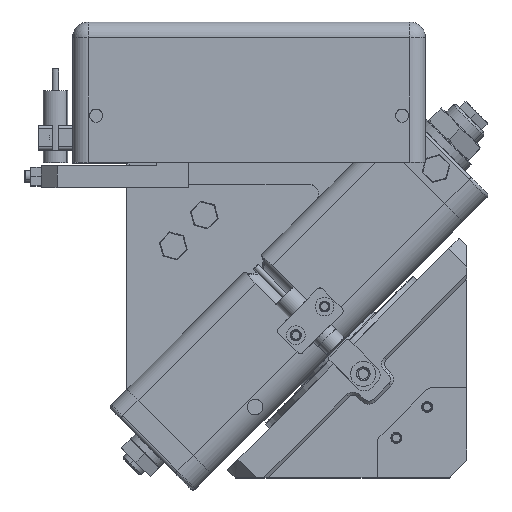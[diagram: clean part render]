
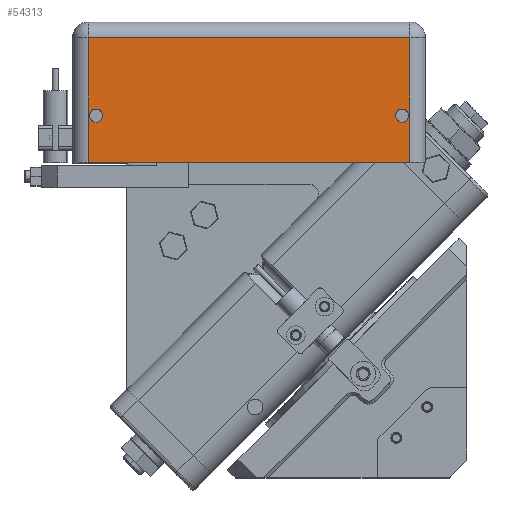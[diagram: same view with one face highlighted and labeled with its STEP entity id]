
A CAD part, top view. The second image highlights one B-rep face of the part: STEP entity #54313.
In plain terms, the highlighted planar face has unit normal (0, 0, 1).
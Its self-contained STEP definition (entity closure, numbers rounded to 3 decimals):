
#1247 = CARTESIAN_POINT ( 'NONE',  ( 90.61, 127., 117.5 ) ) ;
#1345 = EDGE_CURVE ( 'NONE', #4680, #55687, #24313, .T. ) ;
#1399 = ORIENTED_EDGE ( 'NONE', *, *, #38852, .F. ) ;
#1676 = EDGE_CURVE ( 'NONE', #33438, #36434, #27824, .T. ) ;
#2044 = ORIENTED_EDGE ( 'NONE', *, *, #33937, .T. ) ;
#2416 = CARTESIAN_POINT ( 'NONE',  ( -9.89, 102., 117.5 ) ) ;
#2835 = CARTESIAN_POINT ( 'NONE',  ( 88.11, 102., 117.5 ) ) ;
#3068 = CARTESIAN_POINT ( 'NONE',  ( -12.39, 87., 117.5 ) ) ;
#3235 = ORIENTED_EDGE ( 'NONE', *, *, #1345, .F. ) ;
#4680 = VERTEX_POINT ( 'NONE', #10087 ) ;
#8948 = LINE ( 'NONE', #47765, #57234 ) ;
#10087 = CARTESIAN_POINT ( 'NONE',  ( -11.99, 102., 117.5 ) ) ;
#10321 = VERTEX_POINT ( 'NONE', #45874 ) ;
#11115 = CARTESIAN_POINT ( 'NONE',  ( 90.21, 102., 117.5 ) ) ;
#12724 = EDGE_CURVE ( 'NONE', #54057, #41415, #43106, .T. ) ;
#13792 = DIRECTION ( 'NONE',  ( 1., 0., 0. ) ) ;
#14957 = FACE_BOUND ( 'NONE', #39886, .T. ) ;
#19195 = AXIS2_PLACEMENT_3D ( 'NONE', #2835, #21343, #35232 ) ;
#19198 = DIRECTION ( 'NONE',  ( 0., 0., 1. ) ) ;
#19790 = DIRECTION ( 'NONE',  ( 1., 0., 0. ) ) ;
#21343 = DIRECTION ( 'NONE',  ( 0., 0., 1. ) ) ;
#24313 = CIRCLE ( 'NONE', #55034, 2.1 ) ;
#25076 = VECTOR ( 'NONE', #52915, 1000. ) ;
#26801 = CARTESIAN_POINT ( 'NONE',  ( -12.39, 127., 117.5 ) ) ;
#27539 = EDGE_CURVE ( 'NONE', #55687, #4680, #37874, .T. ) ;
#27824 = CIRCLE ( 'NONE', #19195, 2.1 ) ;
#27944 = FACE_OUTER_BOUND ( 'NONE', #35991, .T. ) ;
#29056 = VERTEX_POINT ( 'NONE', #1247 ) ;
#29597 = CARTESIAN_POINT ( 'NONE',  ( 70.61, 126.5, 117.5 ) ) ;
#30795 = VECTOR ( 'NONE', #37402, 1000. ) ;
#31541 = LINE ( 'NONE', #35121, #25076 ) ;
#31602 = EDGE_LOOP ( 'NONE', ( #37052, #1399 ) ) ;
#32139 = AXIS2_PLACEMENT_3D ( 'NONE', #42200, #19198, #19790 ) ;
#33438 = VERTEX_POINT ( 'NONE', #11115 ) ;
#33937 = EDGE_CURVE ( 'NONE', #29056, #54057, #8948, .T. ) ;
#35039 = AXIS2_PLACEMENT_3D ( 'NONE', #29597, #47962, #48178 ) ;
#35121 = CARTESIAN_POINT ( 'NONE',  ( 60.22, 87., 117.5 ) ) ;
#35232 = DIRECTION ( 'NONE',  ( 1., 0., 0. ) ) ;
#35991 = EDGE_LOOP ( 'NONE', ( #53976, #2044, #59547, #51586 ) ) ;
#36425 = CARTESIAN_POINT ( 'NONE',  ( 90.61, 132., 117.5 ) ) ;
#36434 = VERTEX_POINT ( 'NONE', #53728 ) ;
#37024 = DIRECTION ( 'NONE',  ( 0., 1., 0. ) ) ;
#37052 = ORIENTED_EDGE ( 'NONE', *, *, #1676, .F. ) ;
#37402 = DIRECTION ( 'NONE',  ( 0., -1., 0. ) ) ;
#37874 = CIRCLE ( 'NONE', #42593, 2.1 ) ;
#38767 = FACE_BOUND ( 'NONE', #31602, .T. ) ;
#38852 = EDGE_CURVE ( 'NONE', #36434, #33438, #39571, .T. ) ;
#38891 = PLANE ( 'NONE',  #35039 ) ;
#39092 = DIRECTION ( 'NONE',  ( 0., 0., 1. ) ) ;
#39474 = LINE ( 'NONE', #36425, #58963 ) ;
#39571 = CIRCLE ( 'NONE', #32139, 2.1 ) ;
#39886 = EDGE_LOOP ( 'NONE', ( #59749, #3235 ) ) ;
#40195 = EDGE_CURVE ( 'NONE', #10321, #41415, #31541, .T. ) ;
#41415 = VERTEX_POINT ( 'NONE', #3068 ) ;
#42200 = CARTESIAN_POINT ( 'NONE',  ( 88.11, 102., 117.5 ) ) ;
#42593 = AXIS2_PLACEMENT_3D ( 'NONE', #2416, #39092, #52639 ) ;
#43106 = LINE ( 'NONE', #58762, #30795 ) ;
#43745 = DIRECTION ( 'NONE',  ( -1., 0., 0. ) ) ;
#45619 = DIRECTION ( 'NONE',  ( 0., 0., 1. ) ) ;
#45874 = CARTESIAN_POINT ( 'NONE',  ( 90.61, 87., 117.5 ) ) ;
#47765 = CARTESIAN_POINT ( 'NONE',  ( 70.61, 127., 117.5 ) ) ;
#47962 = DIRECTION ( 'NONE',  ( 0., 0., -1. ) ) ;
#48178 = DIRECTION ( 'NONE',  ( 0., -1., 0. ) ) ;
#50240 = CARTESIAN_POINT ( 'NONE',  ( -7.79, 102., 117.5 ) ) ;
#51586 = ORIENTED_EDGE ( 'NONE', *, *, #40195, .F. ) ;
#52639 = DIRECTION ( 'NONE',  ( 1., 0., 0. ) ) ;
#52915 = DIRECTION ( 'NONE',  ( -1., 0., 0. ) ) ;
#53728 = CARTESIAN_POINT ( 'NONE',  ( 86.01, 102., 117.5 ) ) ;
#53976 = ORIENTED_EDGE ( 'NONE', *, *, #58988, .T. ) ;
#54057 = VERTEX_POINT ( 'NONE', #26801 ) ;
#54313 = ADVANCED_FACE ( 'NONE', ( #14957, #38767, #27944 ), #38891, .F. ) ;
#54462 = CARTESIAN_POINT ( 'NONE',  ( -9.89, 102., 117.5 ) ) ;
#55034 = AXIS2_PLACEMENT_3D ( 'NONE', #54462, #45619, #13792 ) ;
#55687 = VERTEX_POINT ( 'NONE', #50240 ) ;
#57234 = VECTOR ( 'NONE', #43745, 1000. ) ;
#58762 = CARTESIAN_POINT ( 'NONE',  ( -12.39, 126.5, 117.5 ) ) ;
#58963 = VECTOR ( 'NONE', #37024, 1000. ) ;
#58988 = EDGE_CURVE ( 'NONE', #10321, #29056, #39474, .T. ) ;
#59547 = ORIENTED_EDGE ( 'NONE', *, *, #12724, .T. ) ;
#59749 = ORIENTED_EDGE ( 'NONE', *, *, #27539, .F. ) ;
